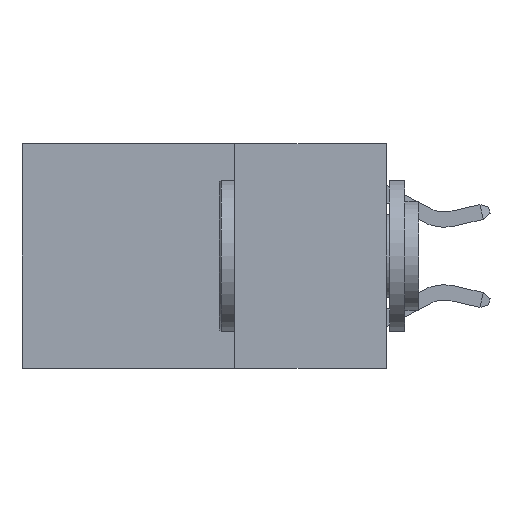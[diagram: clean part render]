
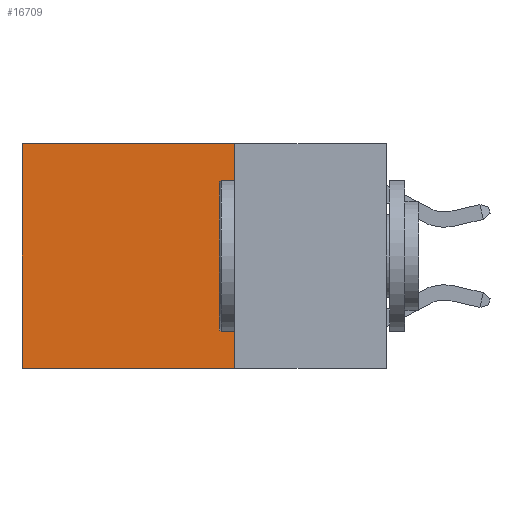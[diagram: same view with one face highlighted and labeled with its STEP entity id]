
A CAD part, left-side view. The second image highlights one B-rep face of the part: STEP entity #16709.
In plain terms, the highlighted planar face has unit normal (-1, 0, 0).
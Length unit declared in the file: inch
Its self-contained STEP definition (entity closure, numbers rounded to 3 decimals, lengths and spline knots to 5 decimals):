
#481 = AXIS2_PLACEMENT_3D ( 'NONE', #4739, #1058, #3042 ) ;
#689 = DIRECTION ( 'NONE',  ( 0., 0., -1. ) ) ;
#887 = CARTESIAN_POINT ( 'NONE',  ( 0.2625, 0.25, 0. ) ) ;
#1058 = DIRECTION ( 'NONE',  ( 1., 0., 0. ) ) ;
#1201 = DIRECTION ( 'NONE',  ( 0., 0., -1. ) ) ;
#1712 = VECTOR ( 'NONE', #689, 39.37008 ) ;
#3042 = DIRECTION ( 'NONE',  ( 0., 0., -1. ) ) ;
#4739 = CARTESIAN_POINT ( 'NONE',  ( 0.2625, 0.25, 0. ) ) ;
#4997 = CARTESIAN_POINT ( 'NONE',  ( 0.2625, 0.25, -0.37 ) ) ;
#5258 = DIRECTION ( 'NONE',  ( 0., 1., 0. ) ) ;
#5592 = EDGE_LOOP ( 'NONE', ( #23340, #16453, #8477, #20287 ) ) ;
#7111 = VERTEX_POINT ( 'NONE', #21331 ) ;
#8229 = LINE ( 'NONE', #24173, #1712 ) ;
#8477 = ORIENTED_EDGE ( 'NONE', *, *, #13798, .F. ) ;
#10018 = VECTOR ( 'NONE', #1201, 39.37008 ) ;
#11153 = EDGE_CURVE ( 'NONE', #19873, #7111, #12995, .T. ) ;
#12785 = LINE ( 'NONE', #4997, #14213 ) ;
#12995 = LINE ( 'NONE', #887, #17809 ) ;
#13178 = LINE ( 'NONE', #25063, #10018 ) ;
#13798 = EDGE_CURVE ( 'NONE', #19873, #17706, #8229, .T. ) ;
#13944 = EDGE_CURVE ( 'NONE', #7111, #18745, #13178, .T. ) ;
#14213 = VECTOR ( 'NONE', #5258, 39.37008 ) ;
#14838 = DIRECTION ( 'NONE',  ( 0., 1., 0. ) ) ;
#15110 = CARTESIAN_POINT ( 'NONE',  ( 0.2625, 0.25, 0. ) ) ;
#16453 = ORIENTED_EDGE ( 'NONE', *, *, #16765, .F. ) ;
#16491 = CARTESIAN_POINT ( 'NONE',  ( 0.2625, 0.25, -0.37 ) ) ;
#16709 = ADVANCED_FACE ( 'NONE', ( #16941 ), #20556, .F. ) ;
#16765 = EDGE_CURVE ( 'NONE', #17706, #18745, #12785, .T. ) ;
#16941 = FACE_OUTER_BOUND ( 'NONE', #5592, .T. ) ;
#17706 = VERTEX_POINT ( 'NONE', #16491 ) ;
#17809 = VECTOR ( 'NONE', #14838, 39.37008 ) ;
#18745 = VERTEX_POINT ( 'NONE', #19725 ) ;
#19725 = CARTESIAN_POINT ( 'NONE',  ( 0.2625, 0.6, -0.37 ) ) ;
#19873 = VERTEX_POINT ( 'NONE', #15110 ) ;
#20287 = ORIENTED_EDGE ( 'NONE', *, *, #11153, .T. ) ;
#20556 = PLANE ( 'NONE',  #481 ) ;
#21331 = CARTESIAN_POINT ( 'NONE',  ( 0.2625, 0.6, 0. ) ) ;
#23340 = ORIENTED_EDGE ( 'NONE', *, *, #13944, .T. ) ;
#24173 = CARTESIAN_POINT ( 'NONE',  ( 0.2625, 0.25, 0. ) ) ;
#25063 = CARTESIAN_POINT ( 'NONE',  ( 0.2625, 0.6, 0. ) ) ;
